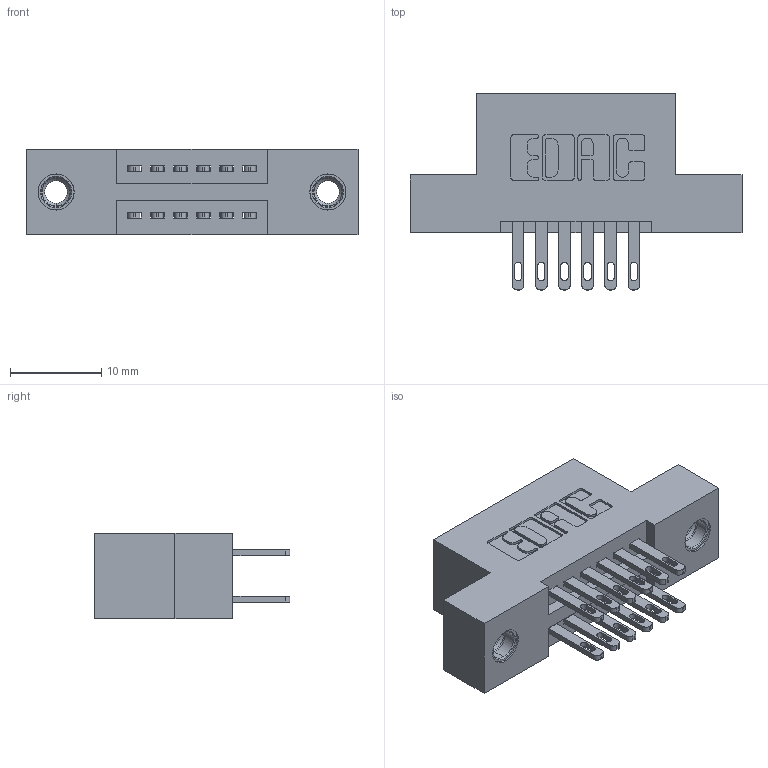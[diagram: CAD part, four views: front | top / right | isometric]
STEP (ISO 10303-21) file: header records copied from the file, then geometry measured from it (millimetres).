
FILE_DESCRIPTION (( 'STEP AP203' ), '1' );
FILE_NAME ('895-012-500-207.STEP', '2020-09-25T01:15:12', ( '' ), ( '' ), 'SwSTEP 2.0', 'SolidWorks 2020', '' );
FILE_SCHEMA (( 'CONFIG_CONTROL_DESIGN' ));
Length unit declared in the file: inch
Products named in the file (4): 345-250-001_345-250-005-103; 345-292-001_345-293-100; 845 Part_Flush Mounting Lugs - 0.156 Dia-TI; 895-012-500-207
Assembly tree (15 placements, depth 2):
  895-012-500-207
    845 Part_Flush Mounting Lugs - 0.156 Dia-TI
    345-292-001_345-293-100  x12
    345-250-001_345-250-005-103  x2
Bounding box: 36.45 x 21.51 x 9.4 mm (x, y, z)
Volume: 3229.7 mm3; surface area: 4227 mm2
Topology: 15 solids, 15 shells, 738 faces, 2169 edges, 1438 vertices
Faces by surface type: plane 436, cylinder 286, cone 12, torus 4
Entity records: 10670 total; most frequent: CARTESIAN_POINT 1803, ORIENTED_EDGE 1730, DIRECTION 1663, EDGE_CURVE 865, LINE 685, VECTOR 685, VERTEX_POINT 572, AXIS2_PLACEMENT_3D 489
